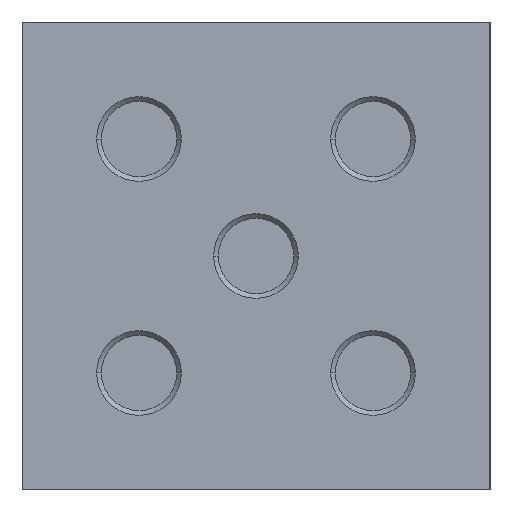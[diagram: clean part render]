
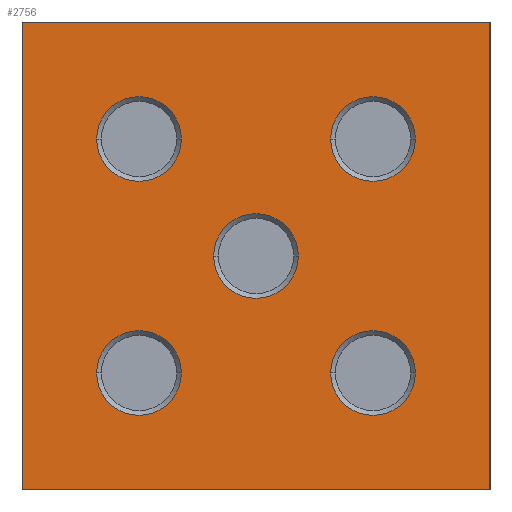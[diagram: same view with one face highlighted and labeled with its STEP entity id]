
A CAD part, left-side view. The second image highlights one B-rep face of the part: STEP entity #2756.
In plain terms, the highlighted planar face has unit normal (-1, 0, 0).
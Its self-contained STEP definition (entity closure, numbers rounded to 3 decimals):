
#2756=ADVANCED_FACE('',(#7201,#7202,#7203,#7204,#7205,#7206),#7207,.T.);
#7201=FACE_BOUND('',#14003,.T.);
#7202=FACE_BOUND('',#14004,.T.);
#7203=FACE_BOUND('',#14005,.T.);
#7204=FACE_BOUND('',#14006,.T.);
#7205=FACE_BOUND('',#14007,.T.);
#7206=FACE_OUTER_BOUND('',#14008,.T.);
#7207=PLANE('',#14009);
#14003=EDGE_LOOP('',(#22532,#22533));
#14004=EDGE_LOOP('',(#22534,#22535));
#14005=EDGE_LOOP('',(#22536,#22537));
#14006=EDGE_LOOP('',(#22538,#22539));
#14007=EDGE_LOOP('',(#22540,#22541));
#14008=EDGE_LOOP('',(#22542,#22543,#22544,#22545));
#14009=AXIS2_PLACEMENT_3D('',#22546,#22547,#22548);
#22532=ORIENTED_EDGE('',*,*,#39180,.F.);
#22533=ORIENTED_EDGE('',*,*,#39181,.F.);
#22534=ORIENTED_EDGE('',*,*,#39182,.F.);
#22535=ORIENTED_EDGE('',*,*,#39183,.F.);
#22536=ORIENTED_EDGE('',*,*,#39184,.F.);
#22537=ORIENTED_EDGE('',*,*,#38647,.F.);
#22538=ORIENTED_EDGE('',*,*,#39185,.F.);
#22539=ORIENTED_EDGE('',*,*,#39186,.F.);
#22540=ORIENTED_EDGE('',*,*,#39187,.F.);
#22541=ORIENTED_EDGE('',*,*,#39188,.F.);
#22542=ORIENTED_EDGE('',*,*,#39189,.F.);
#22543=ORIENTED_EDGE('',*,*,#39190,.F.);
#22544=ORIENTED_EDGE('',*,*,#39191,.T.);
#22545=ORIENTED_EDGE('',*,*,#39192,.F.);
#22546=CARTESIAN_POINT('',(-240.0,390.0,0.0));
#22547=DIRECTION('',(-1.0,0.0,0.0));
#22548=DIRECTION('',(0.0,0.0,1.0));
#38647=EDGE_CURVE('',#46307,#46309,#46310,.T.);
#39180=EDGE_CURVE('',#47176,#47177,#47178,.T.);
#39181=EDGE_CURVE('',#47177,#47176,#47179,.T.);
#39182=EDGE_CURVE('',#47180,#47181,#47182,.T.);
#39183=EDGE_CURVE('',#47181,#47180,#47183,.T.);
#39184=EDGE_CURVE('',#46309,#46307,#47184,.T.);
#39185=EDGE_CURVE('',#47185,#47186,#47187,.T.);
#39186=EDGE_CURVE('',#47186,#47185,#47188,.T.);
#39187=EDGE_CURVE('',#47189,#47190,#47191,.T.);
#39188=EDGE_CURVE('',#47190,#47189,#47192,.T.);
#39189=EDGE_CURVE('',#47193,#47194,#47195,.T.);
#39190=EDGE_CURVE('',#47196,#47193,#47197,.T.);
#39191=EDGE_CURVE('',#47196,#47198,#47199,.T.);
#39192=EDGE_CURVE('',#47194,#47198,#47200,.T.);
#46307=VERTEX_POINT('',#56349);
#46309=VERTEX_POINT('',#56352);
#46310=CIRCLE('',#56353,9.05);
#47176=VERTEX_POINT('',#57428);
#47177=VERTEX_POINT('',#57429);
#47178=CIRCLE('',#57430,9.05);
#47179=CIRCLE('',#57431,9.05);
#47180=VERTEX_POINT('',#57432);
#47181=VERTEX_POINT('',#57433);
#47182=CIRCLE('',#57434,9.05);
#47183=CIRCLE('',#57435,9.05);
#47184=CIRCLE('',#57436,9.05);
#47185=VERTEX_POINT('',#57437);
#47186=VERTEX_POINT('',#57438);
#47187=CIRCLE('',#57439,9.05);
#47188=CIRCLE('',#57440,9.05);
#47189=VERTEX_POINT('',#57441);
#47190=VERTEX_POINT('',#57442);
#47191=CIRCLE('',#57443,9.05);
#47192=CIRCLE('',#57444,9.05);
#47193=VERTEX_POINT('',#57445);
#47194=VERTEX_POINT('',#57446);
#47195=LINE('',#57447,#57448);
#47196=VERTEX_POINT('',#57449);
#47197=LINE('',#57450,#57451);
#47198=VERTEX_POINT('',#57452);
#47199=LINE('',#57453,#57454);
#47200=LINE('',#57455,#57456);
#56349=CARTESIAN_POINT('',(-240.0,336.05,25.0));
#56352=CARTESIAN_POINT('',(-240.0,317.95,25.0));
#56353=AXIS2_PLACEMENT_3D('',#67465,#67466,#67467);
#57428=CARTESIAN_POINT('',(-240.0,367.95,25.0));
#57429=CARTESIAN_POINT('',(-240.0,386.05,25.0));
#57430=AXIS2_PLACEMENT_3D('',#68301,#68302,#68303);
#57431=AXIS2_PLACEMENT_3D('',#68304,#68305,#68306);
#57432=CARTESIAN_POINT('',(-240.0,342.95,50.0));
#57433=CARTESIAN_POINT('',(-240.0,361.05,50.0));
#57434=AXIS2_PLACEMENT_3D('',#68307,#68308,#68309);
#57435=AXIS2_PLACEMENT_3D('',#68310,#68311,#68312);
#57436=AXIS2_PLACEMENT_3D('',#68313,#68314,#68315);
#57437=CARTESIAN_POINT('',(-240.0,367.95,75.0));
#57438=CARTESIAN_POINT('',(-240.0,386.05,75.0));
#57439=AXIS2_PLACEMENT_3D('',#68316,#68317,#68318);
#57440=AXIS2_PLACEMENT_3D('',#68319,#68320,#68321);
#57441=CARTESIAN_POINT('',(-240.0,317.95,75.0));
#57442=CARTESIAN_POINT('',(-240.0,336.05,75.0));
#57443=AXIS2_PLACEMENT_3D('',#68322,#68323,#68324);
#57444=AXIS2_PLACEMENT_3D('',#68325,#68326,#68327);
#57445=CARTESIAN_POINT('',(-240.0,302.0,0.0));
#57446=CARTESIAN_POINT('',(-240.0,402.0,0.0));
#57447=CARTESIAN_POINT('',(-240.0,302.0,0.0));
#57448=VECTOR('',#68328,1.0);
#57449=CARTESIAN_POINT('',(-240.0,302.0,100.0));
#57450=CARTESIAN_POINT('',(-240.0,302.0,100.0));
#57451=VECTOR('',#68329,1.0);
#57452=CARTESIAN_POINT('',(-240.0,402.0,100.0));
#57453=CARTESIAN_POINT('',(-240.0,390.0,100.0));
#57454=VECTOR('',#68330,1.0);
#57455=CARTESIAN_POINT('',(-240.0,402.0,0.0));
#57456=VECTOR('',#68331,1.0);
#67465=CARTESIAN_POINT('',(-240.0,327.0,25.0));
#67466=DIRECTION('',(-1.0,0.0,0.0));
#67467=DIRECTION('',(0.0,1.0,0.0));
#68301=CARTESIAN_POINT('',(-240.0,377.0,25.0));
#68302=DIRECTION('',(-1.0,0.0,0.0));
#68303=DIRECTION('',(0.0,1.0,0.0));
#68304=CARTESIAN_POINT('',(-240.0,377.0,25.0));
#68305=DIRECTION('',(-1.0,0.0,0.0));
#68306=DIRECTION('',(0.0,1.0,0.0));
#68307=CARTESIAN_POINT('',(-240.0,352.0,50.0));
#68308=DIRECTION('',(-1.0,0.0,0.0));
#68309=DIRECTION('',(0.0,1.0,0.0));
#68310=CARTESIAN_POINT('',(-240.0,352.0,50.0));
#68311=DIRECTION('',(-1.0,0.0,0.0));
#68312=DIRECTION('',(0.0,1.0,0.0));
#68313=CARTESIAN_POINT('',(-240.0,327.0,25.0));
#68314=DIRECTION('',(-1.0,0.0,0.0));
#68315=DIRECTION('',(0.0,1.0,0.0));
#68316=CARTESIAN_POINT('',(-240.0,377.0,75.0));
#68317=DIRECTION('',(-1.0,0.0,0.0));
#68318=DIRECTION('',(0.0,1.0,0.0));
#68319=CARTESIAN_POINT('',(-240.0,377.0,75.0));
#68320=DIRECTION('',(-1.0,0.0,0.0));
#68321=DIRECTION('',(0.0,1.0,0.0));
#68322=CARTESIAN_POINT('',(-240.0,327.0,75.0));
#68323=DIRECTION('',(-1.0,0.0,0.0));
#68324=DIRECTION('',(0.0,1.0,0.0));
#68325=CARTESIAN_POINT('',(-240.0,327.0,75.0));
#68326=DIRECTION('',(-1.0,0.0,0.0));
#68327=DIRECTION('',(0.0,1.0,0.0));
#68328=DIRECTION('',(0.0,1.0,0.0));
#68329=DIRECTION('',(0.0,0.0,-1.0));
#68330=DIRECTION('',(0.0,1.0,0.0));
#68331=DIRECTION('',(0.0,0.0,1.0));
